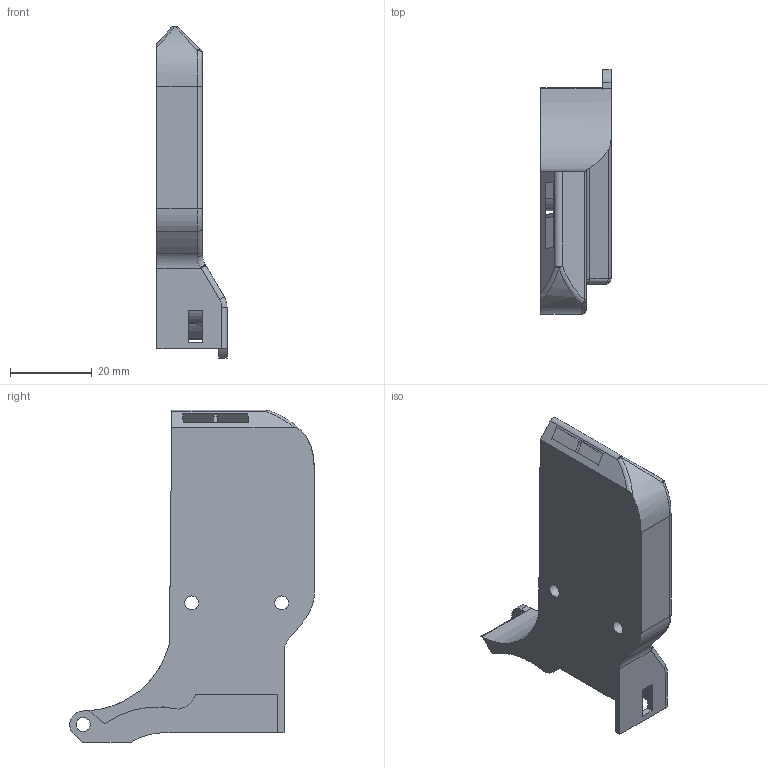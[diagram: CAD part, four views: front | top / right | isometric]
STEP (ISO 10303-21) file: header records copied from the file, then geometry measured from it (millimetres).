
FILE_DESCRIPTION(/* description */ (''),/* implementation_level */ '2;1');
FILE_NAME(/* name */ '5015 Left Side Duct for V0.step',/* time_stamp */ '2021-09-04T13:35:07-07:00',/* author */ (''),/* organization */ (''),/* preprocessor_version */ 'ST-DEVELOPER v18.1',/* originating_system */ 'Autodesk Translation Framework v10.10.0.1391',/* authorisation */ '');
FILE_SCHEMA (('AUTOMOTIVE_DESIGN { 1 0 10303 214 3 1 1 }'));
Length unit declared in the file: inch
Products named in the file (1): 5015 Left Side Duct for V0
Bounding box: 17.14 x 59.81 x 81.14 mm (x, y, z)
Volume: 18791.2 mm3; surface area: 13394.7 mm2
Topology: 1 solids, 1 shells, 96 faces, 270 edges, 173 vertices
Faces by surface type: plane 51, cylinder 29, torus 8, bspline 6, sphere 2
Full cylindrical faces by diameter (mm): 3.4 x2, 3.429 x1, 6.934 x2
Entity records: 3358 total; most frequent: CARTESIAN_POINT 774, ORIENTED_EDGE 540, DIRECTION 527, EDGE_CURVE 270, AXIS2_PLACEMENT_3D 178, VERTEX_POINT 173, LINE 171, VECTOR 171
